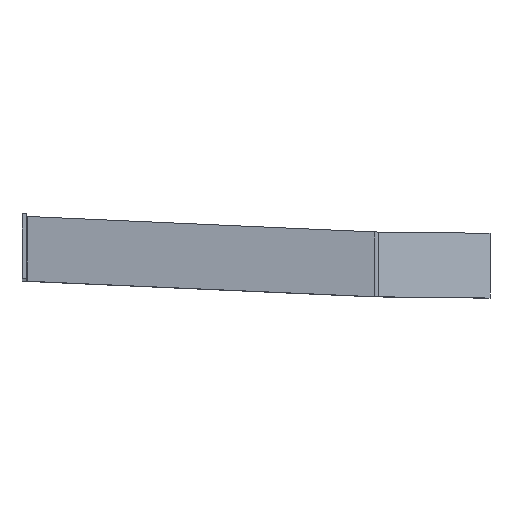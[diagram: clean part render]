
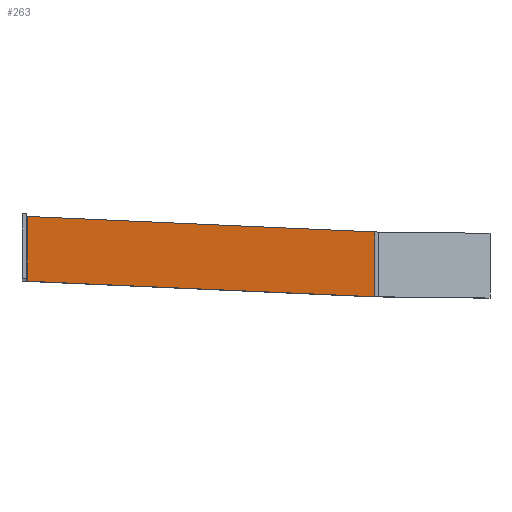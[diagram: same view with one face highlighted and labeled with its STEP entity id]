
A CAD part, top view. The second image highlights one B-rep face of the part: STEP entity #263.
In plain terms, the highlighted planar face has unit normal (0.82, 0.017, 0.572).
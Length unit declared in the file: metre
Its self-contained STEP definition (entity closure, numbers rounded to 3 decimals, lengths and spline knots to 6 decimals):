
#68=ORIENTED_EDGE('',*,*,#117,.F.);
#69=ORIENTED_EDGE('',*,*,#133,.F.);
#70=ORIENTED_EDGE('',*,*,#126,.F.);
#71=ORIENTED_EDGE('',*,*,#134,.F.);
#117=EDGE_CURVE('',#152,#153,#174,.T.);
#126=EDGE_CURVE('',#159,#160,#180,.T.);
#133=EDGE_CURVE('',#160,#152,#185,.T.);
#134=EDGE_CURVE('',#153,#159,#186,.F.);
#152=VERTEX_POINT('',#409);
#153=VERTEX_POINT('',#411);
#159=VERTEX_POINT('',#427);
#160=VERTEX_POINT('',#429);
#174=LINE('',#410,#202);
#180=LINE('',#428,#208);
#185=LINE('',#441,#213);
#186=LINE('',#442,#214);
#202=VECTOR('',#329,1.);
#208=VECTOR('',#345,1.);
#213=VECTOR('',#358,1.);
#214=VECTOR('',#359,1.);
#225=EDGE_LOOP('',(#68,#69,#70,#71));
#239=FACE_BOUND('',#225,.T.);
#253=PLANE('',#298);
#263=ADVANCED_FACE('',(#239),#253,.T.);
#298=AXIS2_PLACEMENT_3D('',#440,#356,#357);
#329=DIRECTION('',(-0.572,0.024,0.82));
#345=DIRECTION('',(0.572,-0.024,-0.82));
#356=DIRECTION('',(0.82,0.017,0.572));
#357=DIRECTION('',(-0.572,0.,0.821));
#358=DIRECTION('',(0.,-1.,0.029));
#359=DIRECTION('',(0.,-1.,0.029));
#409=CARTESIAN_POINT('',(-0.04962,-0.004158,-0.267296));
#410=CARTESIAN_POINT('',(-0.102756,-0.001921,-0.191088));
#411=CARTESIAN_POINT('',(-0.179462,0.001308,-0.081073));
#427=CARTESIAN_POINT('',(-0.179462,0.025543,-0.081784));
#428=CARTESIAN_POINT('',(-0.102756,0.022314,-0.191799));
#429=CARTESIAN_POINT('',(-0.04962,0.020077,-0.268007));
#440=CARTESIAN_POINT('',(-0.102756,0.022314,-0.191799));
#441=CARTESIAN_POINT('',(-0.04962,-0.004158,-0.267296));
#442=CARTESIAN_POINT('',(-0.179462,0.025543,-0.081784));
